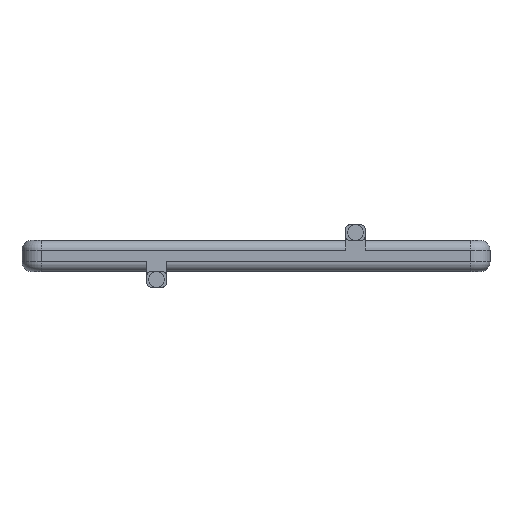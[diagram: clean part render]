
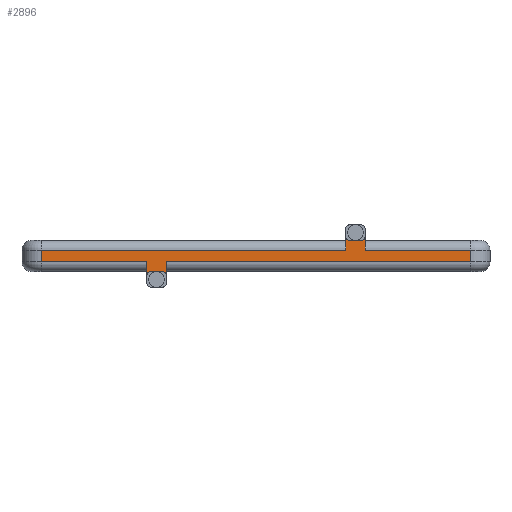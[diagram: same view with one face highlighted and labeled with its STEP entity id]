
A CAD part, front view. The second image highlights one B-rep face of the part: STEP entity #2896.
In plain terms, the highlighted planar face has unit normal (0, -1, 0).
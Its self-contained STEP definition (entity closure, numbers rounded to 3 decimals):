
#9 = LINE ( 'NONE', #2179, #2939 ) ;
#147 = DIRECTION ( 'NONE',  ( 1., 0., 0. ) ) ;
#173 = LINE ( 'NONE', #2343, #1966 ) ;
#180 = CARTESIAN_POINT ( 'NONE',  ( 11., -12.5, 0.3 ) ) ;
#302 = CARTESIAN_POINT ( 'NONE',  ( -11., -12.5, -0.8 ) ) ;
#335 = DIRECTION ( 'NONE',  ( 1., 0., 0. ) ) ;
#362 = CIRCLE ( 'NONE', #2504, 0.2 ) ;
#389 = ORIENTED_EDGE ( 'NONE', *, *, #1249, .T. ) ;
#398 = DIRECTION ( 'NONE',  ( 0., 0., 1. ) ) ;
#448 = ORIENTED_EDGE ( 'NONE', *, *, #4876, .T. ) ;
#547 = CARTESIAN_POINT ( 'NONE',  ( -11., -12.5, 0.3 ) ) ;
#559 = EDGE_CURVE ( 'NONE', #5026, #560, #2940, .T. ) ;
#560 = VERTEX_POINT ( 'NONE', #1952 ) ;
#644 = CIRCLE ( 'NONE', #2139, 0.2 ) ;
#646 = EDGE_CURVE ( 'NONE', #1612, #3203, #689, .T. ) ;
#689 = LINE ( 'NONE', #2063, #4790 ) ;
#712 = EDGE_CURVE ( 'NONE', #977, #5026, #2492, .T. ) ;
#757 = DIRECTION ( 'NONE',  ( 0., 1., 0. ) ) ;
#800 = CARTESIAN_POINT ( 'NONE',  ( -5.6, -12.5, -1. ) ) ;
#819 = VERTEX_POINT ( 'NONE', #2507 ) ;
#826 = VECTOR ( 'NONE', #966, 1000. ) ;
#876 = CARTESIAN_POINT ( 'NONE',  ( -4.6, -12.5, -1. ) ) ;
#919 = VECTOR ( 'NONE', #147, 1000. ) ;
#946 = ORIENTED_EDGE ( 'NONE', *, *, #1706, .F. ) ;
#947 = ORIENTED_EDGE ( 'NONE', *, *, #3861, .T. ) ;
#965 = ORIENTED_EDGE ( 'NONE', *, *, #994, .T. ) ;
#966 = DIRECTION ( 'NONE',  ( 0., 0., -1. ) ) ;
#977 = VERTEX_POINT ( 'NONE', #3584 ) ;
#994 = EDGE_CURVE ( 'NONE', #4783, #1000, #362, .T. ) ;
#1000 = VERTEX_POINT ( 'NONE', #4010 ) ;
#1013 = CARTESIAN_POINT ( 'NONE',  ( 5.4, -12.5, 1. ) ) ;
#1082 = EDGE_CURVE ( 'NONE', #3203, #2771, #4958, .T. ) ;
#1091 = VECTOR ( 'NONE', #3462, 1000. ) ;
#1124 = CARTESIAN_POINT ( 'NONE',  ( 4.6, -12.5, 0.8 ) ) ;
#1237 = ORIENTED_EDGE ( 'NONE', *, *, #3193, .T. ) ;
#1242 = LINE ( 'NONE', #1124, #2285 ) ;
#1249 = EDGE_CURVE ( 'NONE', #2809, #5355, #3812, .T. ) ;
#1297 = AXIS2_PLACEMENT_3D ( 'NONE', #3019, #757, #398 ) ;
#1349 = ORIENTED_EDGE ( 'NONE', *, *, #646, .T. ) ;
#1410 = DIRECTION ( 'NONE',  ( 0., 1., 0. ) ) ;
#1425 = ORIENTED_EDGE ( 'NONE', *, *, #1949, .T. ) ;
#1438 = CARTESIAN_POINT ( 'NONE',  ( -11., -12.5, 0.8 ) ) ;
#1459 = DIRECTION ( 'NONE',  ( 0., 1., 0. ) ) ;
#1470 = DIRECTION ( 'NONE',  ( 0., 0., 1. ) ) ;
#1612 = VERTEX_POINT ( 'NONE', #5713 ) ;
#1645 = VECTOR ( 'NONE', #1470, 1000. ) ;
#1706 = EDGE_CURVE ( 'NONE', #2325, #819, #173, .T. ) ;
#1713 = DIRECTION ( 'NONE',  ( 1., 0., 0. ) ) ;
#1765 = VERTEX_POINT ( 'NONE', #2971 ) ;
#1800 = CARTESIAN_POINT ( 'NONE',  ( 11., -12.5, -0.3 ) ) ;
#1863 = CARTESIAN_POINT ( 'NONE',  ( 5.6, -12.5, 0.3 ) ) ;
#1899 = LINE ( 'NONE', #4622, #1645 ) ;
#1930 = AXIS2_PLACEMENT_3D ( 'NONE', #3607, #1410, #3282 ) ;
#1949 = EDGE_CURVE ( 'NONE', #1000, #1612, #1242, .T. ) ;
#1952 = CARTESIAN_POINT ( 'NONE',  ( -5.4, -12.5, -0.8 ) ) ;
#1966 = VECTOR ( 'NONE', #4132, 1000. ) ;
#2063 = CARTESIAN_POINT ( 'NONE',  ( -11., -12.5, 0.3 ) ) ;
#2139 = AXIS2_PLACEMENT_3D ( 'NONE', #1013, #1459, #2731 ) ;
#2144 = LINE ( 'NONE', #4398, #3225 ) ;
#2179 = CARTESIAN_POINT ( 'NONE',  ( -4.6, -12.5, 0.8 ) ) ;
#2285 = VECTOR ( 'NONE', #3373, 1000. ) ;
#2325 = VERTEX_POINT ( 'NONE', #180 ) ;
#2343 = CARTESIAN_POINT ( 'NONE',  ( 11., -12.5, 0.8 ) ) ;
#2391 = VECTOR ( 'NONE', #1713, 1000. ) ;
#2492 = LINE ( 'NONE', #3433, #2994 ) ;
#2503 = VECTOR ( 'NONE', #335, 1000. ) ;
#2504 = AXIS2_PLACEMENT_3D ( 'NONE', #5404, #3111, #2713 ) ;
#2507 = CARTESIAN_POINT ( 'NONE',  ( 11., -12.5, -0.3 ) ) ;
#2616 = CARTESIAN_POINT ( 'NONE',  ( 5.4, -12.5, 0.8 ) ) ;
#2713 = DIRECTION ( 'NONE',  ( 0., 0., 1. ) ) ;
#2731 = DIRECTION ( 'NONE',  ( 0., 0., 1. ) ) ;
#2771 = VERTEX_POINT ( 'NONE', #4303 ) ;
#2772 = CARTESIAN_POINT ( 'NONE',  ( -11., -12.5, 0.8 ) ) ;
#2779 = CARTESIAN_POINT ( 'NONE',  ( -11., -12.5, 0.8 ) ) ;
#2809 = VERTEX_POINT ( 'NONE', #5217 ) ;
#2843 = PLANE ( 'NONE',  #4578 ) ;
#2863 = EDGE_CURVE ( 'NONE', #5355, #1765, #9, .T. ) ;
#2896 = ADVANCED_FACE ( 'NONE', ( #5036 ), #2843, .F. ) ;
#2939 = VECTOR ( 'NONE', #3083, 1000. ) ;
#2940 = CIRCLE ( 'NONE', #1930, 0.2 ) ;
#2971 = CARTESIAN_POINT ( 'NONE',  ( -4.6, -12.5, -0.3 ) ) ;
#2973 = EDGE_CURVE ( 'NONE', #1765, #819, #4314, .T. ) ;
#2987 = DIRECTION ( 'NONE',  ( 0., 0., -1. ) ) ;
#2991 = LINE ( 'NONE', #4385, #1091 ) ;
#2994 = VECTOR ( 'NONE', #2987, 1000. ) ;
#3019 = CARTESIAN_POINT ( 'NONE',  ( -4.8, -12.5, -1. ) ) ;
#3083 = DIRECTION ( 'NONE',  ( 0., 0., 1. ) ) ;
#3111 = DIRECTION ( 'NONE',  ( 0., 1., 0. ) ) ;
#3122 = VERTEX_POINT ( 'NONE', #1863 ) ;
#3193 = EDGE_CURVE ( 'NONE', #3959, #4138, #644, .T. ) ;
#3203 = VERTEX_POINT ( 'NONE', #547 ) ;
#3225 = VECTOR ( 'NONE', #3429, 1000. ) ;
#3282 = DIRECTION ( 'NONE',  ( 0., 0., 1. ) ) ;
#3373 = DIRECTION ( 'NONE',  ( 0., 0., -1. ) ) ;
#3429 = DIRECTION ( 'NONE',  ( 1., 0., 0. ) ) ;
#3433 = CARTESIAN_POINT ( 'NONE',  ( -5.6, -12.5, 0.8 ) ) ;
#3462 = DIRECTION ( 'NONE',  ( -1., 0., 0. ) ) ;
#3513 = LINE ( 'NONE', #302, #2391 ) ;
#3584 = CARTESIAN_POINT ( 'NONE',  ( -5.6, -12.5, -0.3 ) ) ;
#3607 = CARTESIAN_POINT ( 'NONE',  ( -5.4, -12.5, -1. ) ) ;
#3627 = ORIENTED_EDGE ( 'NONE', *, *, #2973, .T. ) ;
#3666 = DIRECTION ( 'NONE',  ( 0., 1., 0. ) ) ;
#3790 = CARTESIAN_POINT ( 'NONE',  ( 4.8, -12.5, 0.8 ) ) ;
#3812 = CIRCLE ( 'NONE', #1297, 0.2 ) ;
#3835 = EDGE_CURVE ( 'NONE', #2771, #977, #2144, .T. ) ;
#3861 = EDGE_CURVE ( 'NONE', #560, #2809, #3513, .T. ) ;
#3958 = ORIENTED_EDGE ( 'NONE', *, *, #1082, .T. ) ;
#3959 = VERTEX_POINT ( 'NONE', #4115 ) ;
#4010 = CARTESIAN_POINT ( 'NONE',  ( 4.6, -12.5, 1. ) ) ;
#4046 = ORIENTED_EDGE ( 'NONE', *, *, #2863, .T. ) ;
#4115 = CARTESIAN_POINT ( 'NONE',  ( 5.6, -12.5, 1. ) ) ;
#4132 = DIRECTION ( 'NONE',  ( 0., 0., -1. ) ) ;
#4138 = VERTEX_POINT ( 'NONE', #2616 ) ;
#4303 = CARTESIAN_POINT ( 'NONE',  ( -11., -12.5, -0.3 ) ) ;
#4314 = LINE ( 'NONE', #1800, #2503 ) ;
#4342 = EDGE_CURVE ( 'NONE', #3122, #3959, #1899, .T. ) ;
#4385 = CARTESIAN_POINT ( 'NONE',  ( -11., -12.5, 0.3 ) ) ;
#4398 = CARTESIAN_POINT ( 'NONE',  ( -5.6, -12.5, -0.3 ) ) ;
#4578 = AXIS2_PLACEMENT_3D ( 'NONE', #1438, #3666, #5064 ) ;
#4622 = CARTESIAN_POINT ( 'NONE',  ( 5.6, -12.5, 0.8 ) ) ;
#4640 = ORIENTED_EDGE ( 'NONE', *, *, #712, .T. ) ;
#4783 = VERTEX_POINT ( 'NONE', #3790 ) ;
#4789 = EDGE_LOOP ( 'NONE', ( #4046, #3627, #946, #448, #4968, #1237, #4862, #965, #1425, #1349, #3958, #4907, #4640, #5538, #947, #389 ) ) ;
#4790 = VECTOR ( 'NONE', #5602, 1000. ) ;
#4862 = ORIENTED_EDGE ( 'NONE', *, *, #5422, .F. ) ;
#4876 = EDGE_CURVE ( 'NONE', #2325, #3122, #2991, .T. ) ;
#4907 = ORIENTED_EDGE ( 'NONE', *, *, #3835, .T. ) ;
#4958 = LINE ( 'NONE', #2772, #826 ) ;
#4968 = ORIENTED_EDGE ( 'NONE', *, *, #4342, .T. ) ;
#5026 = VERTEX_POINT ( 'NONE', #800 ) ;
#5036 = FACE_OUTER_BOUND ( 'NONE', #4789, .T. ) ;
#5064 = DIRECTION ( 'NONE',  ( 0., 0., 1. ) ) ;
#5108 = LINE ( 'NONE', #2779, #919 ) ;
#5217 = CARTESIAN_POINT ( 'NONE',  ( -4.8, -12.5, -0.8 ) ) ;
#5355 = VERTEX_POINT ( 'NONE', #876 ) ;
#5404 = CARTESIAN_POINT ( 'NONE',  ( 4.8, -12.5, 1. ) ) ;
#5422 = EDGE_CURVE ( 'NONE', #4783, #4138, #5108, .T. ) ;
#5538 = ORIENTED_EDGE ( 'NONE', *, *, #559, .T. ) ;
#5602 = DIRECTION ( 'NONE',  ( -1., 0., 0. ) ) ;
#5713 = CARTESIAN_POINT ( 'NONE',  ( 4.6, -12.5, 0.3 ) ) ;
